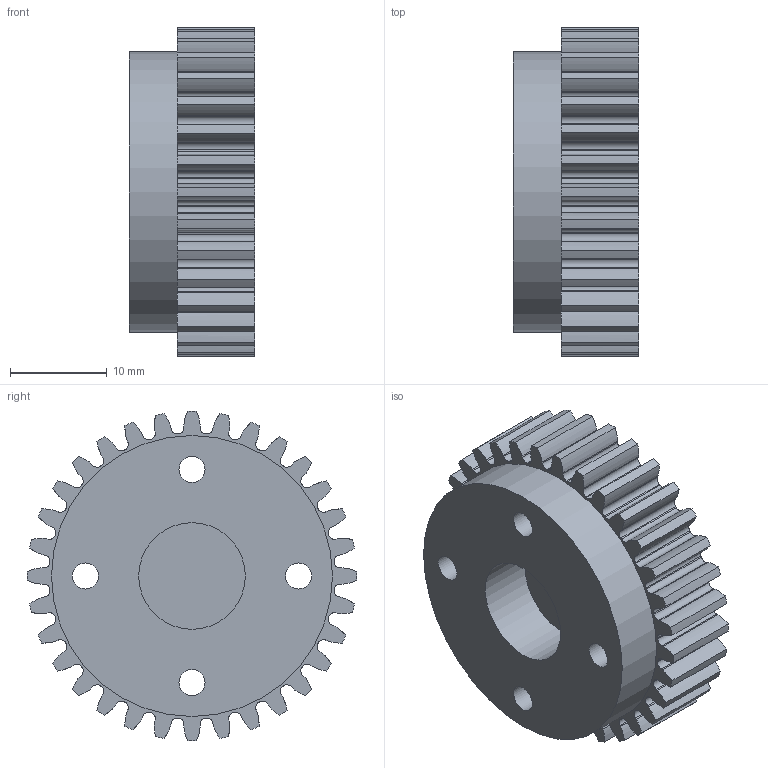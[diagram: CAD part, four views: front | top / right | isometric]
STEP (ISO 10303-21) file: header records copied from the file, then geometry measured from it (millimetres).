
FILE_DESCRIPTION(/* description */ (''),/* implementation_level */ '2;1');
FILE_NAME(/* name */ 'small_gear.step',/* time_stamp */ '2026-02-16T15:30:54-08:00',/* author */ (''),/* organization */ (''),/* preprocessor_version */ 'ST-DEVELOPER v20.1',/* originating_system */ 'Autodesk Translation Framework v14.24.0.0',/* authorisation */ '');
FILE_SCHEMA (('AUTOMOTIVE_DESIGN { 1 0 10303 214 3 1 1 }'));
Length unit declared in the file: millimetre
Products named in the file (5): Manuel 1.0; V4 robot arm; Elbow (2); Small gear (1); Spur Gear (32 teeth)
Assembly tree (4 placements, depth 5):
  Manuel 1.0
    V4 robot arm
      Elbow (2)
        Small gear (1)
          Spur Gear (32 teeth)
Bounding box: 13 x 34 x 34 mm (x, y, z)
Volume: 8201.4 mm3; surface area: 4588.6 mm2
Topology: 1 solids, 1 shells, 274 faces, 798 edges, 532 vertices
Faces by surface type: cylinder 138, plane 72, bspline 64
Full cylindrical faces by diameter (mm): 2.7 x4, 5 x4, 11 x1, 29 x1
Entity records: 27642 total; most frequent: CARTESIAN_POINT 20621, ORIENTED_EDGE 1596, DIRECTION 1384, EDGE_CURVE 798, VERTEX_POINT 532, AXIS2_PLACEMENT_3D 495, LINE 394, VECTOR 394
